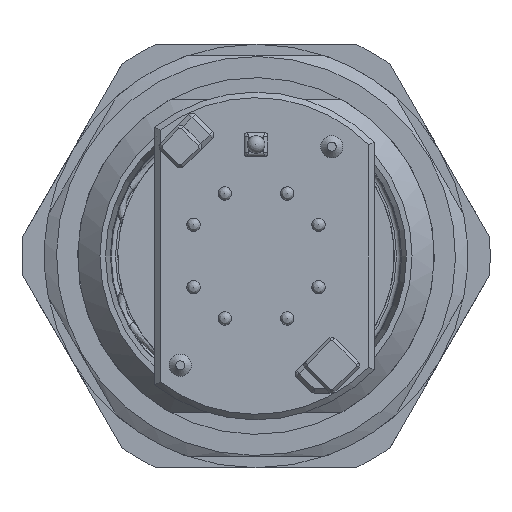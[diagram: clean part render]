
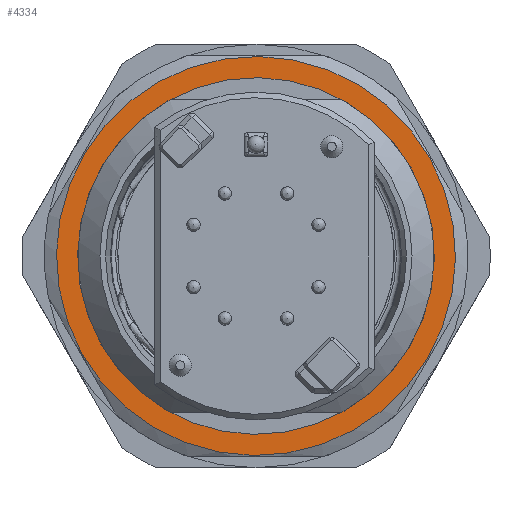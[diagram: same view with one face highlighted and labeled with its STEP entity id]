
A CAD part, left-side view. The second image highlights one B-rep face of the part: STEP entity #4334.
In plain terms, the highlighted face is planar.
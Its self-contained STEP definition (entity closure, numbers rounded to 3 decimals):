
#3303=FACE_BOUND('',#5426,.T.);
#3304=FACE_BOUND('',#5427,.T.);
#3851=CIRCLE('',#11431,8.);
#3853=CIRCLE('',#11434,8.95);
#4334=ADVANCED_FACE('',(#3303,#3304),#4530,.T.);
#4530=PLANE('',#11435);
#5426=EDGE_LOOP('',(#7487));
#5427=EDGE_LOOP('',(#7488));
#7487=ORIENTED_EDGE('',*,*,#9314,.F.);
#7488=ORIENTED_EDGE('',*,*,#9316,.F.);
#8316=VERTEX_POINT('',#18878);
#8318=VERTEX_POINT('',#18883);
#9314=EDGE_CURVE('',#8316,#8316,#3851,.T.);
#9316=EDGE_CURVE('',#8318,#8318,#3853,.T.);
#11431=AXIS2_PLACEMENT_3D('',#18877,#13318,#13319);
#11434=AXIS2_PLACEMENT_3D('',#18882,#13324,#13325);
#11435=AXIS2_PLACEMENT_3D('',#18884,#13326,#13327);
#13318=DIRECTION('',(0.,0.,-1.));
#13319=DIRECTION('',(-1.,0.,0.));
#13324=DIRECTION('',(0.,0.,1.));
#13325=DIRECTION('',(1.,0.,0.));
#13326=DIRECTION('',(0.,0.,-1.));
#13327=DIRECTION('',(1.,0.,0.));
#18877=CARTESIAN_POINT('',(-29.618,5.343,22.7));
#18878=CARTESIAN_POINT('',(-37.618,5.343,22.7));
#18882=CARTESIAN_POINT('',(-29.618,5.343,22.7));
#18883=CARTESIAN_POINT('',(-20.668,5.343,22.7));
#18884=CARTESIAN_POINT('',(-39.463,15.087,22.7));
